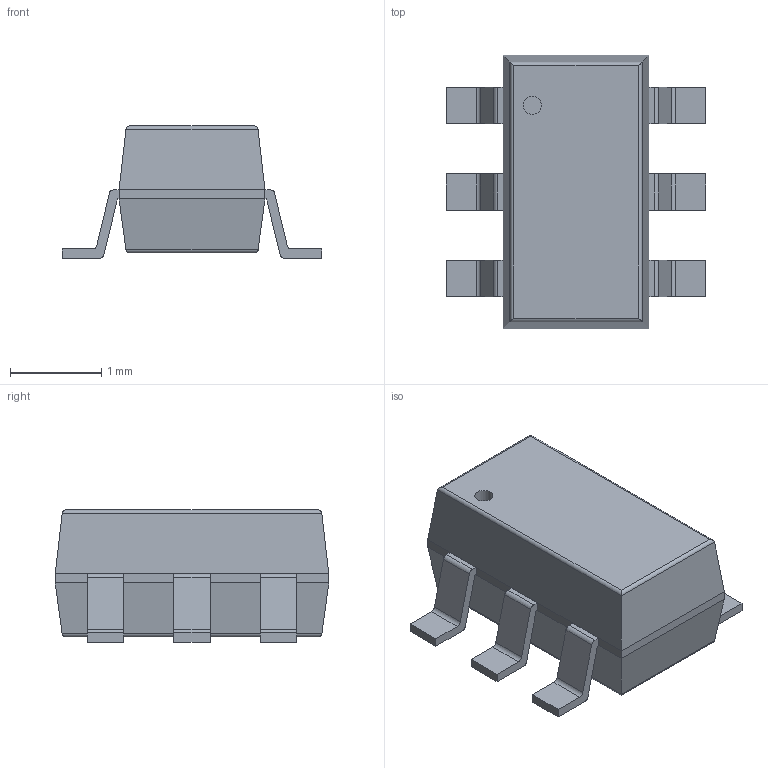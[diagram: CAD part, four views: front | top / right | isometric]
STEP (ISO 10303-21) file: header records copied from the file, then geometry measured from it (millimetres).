
FILE_DESCRIPTION(('FreeCAD Model'),'2;1');
FILE_NAME('282243.2.1.stp','2020-12-28T08:18:20',( 'Author'),(''),'Open CASCADE STEP processor 6.9','FreeCAD','Unknown' );
FILE_SCHEMA(('AUTOMOTIVE_DESIGN { 1 0 10303 214 1 1 1 1 }'));
Length unit declared in the file: millimetre
Products named in the file (3): ASSEMBLY; Body; PinsArrayLR
Assembly tree (2 placements, depth 2):
  ASSEMBLY
    Body
    PinsArrayLR
Bounding box: 2.85 x 3 x 1.45 mm (x, y, z)
Volume: 6.5 mm3; surface area: 27.7 mm2
Topology: 7 solids, 7 shells, 102 faces, 245 edges, 158 vertices
Faces by surface type: plane 75, cylinder 27
Full cylindrical faces by diameter (mm): 0.2 x1
Entity records: 6351 total; most frequent: CARTESIAN_POINT 1246, DIRECTION 945, LINE 623, VECTOR 623, ORIENTED_EDGE 490, PCURVE 490, DEFINITIONAL_REPRESENTATION 490, EDGE_CURVE 245
